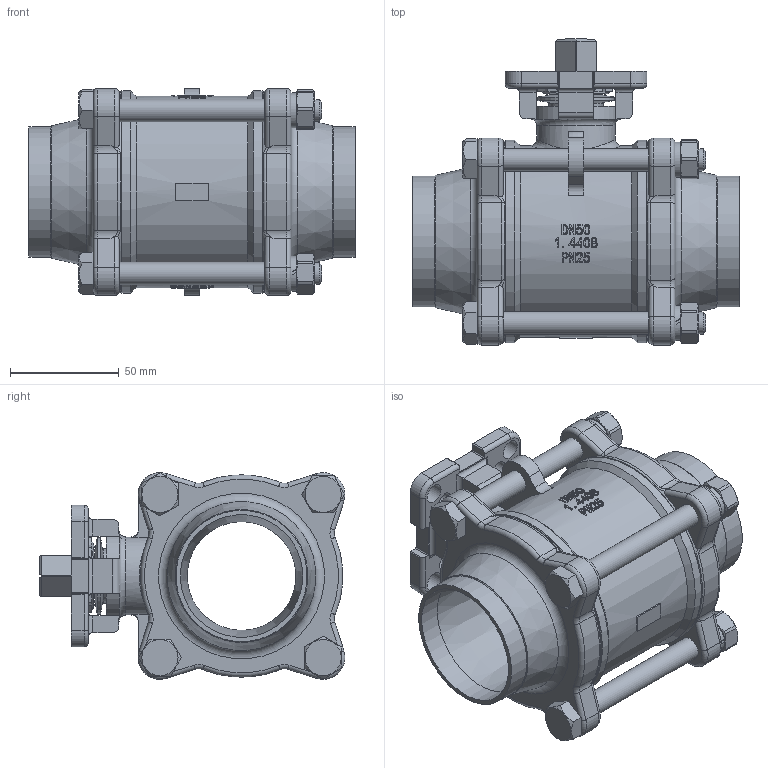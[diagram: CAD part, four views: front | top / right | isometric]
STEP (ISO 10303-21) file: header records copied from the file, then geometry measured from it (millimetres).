
FILE_DESCRIPTION (( 'STEP AP203' ), '1' );
FILE_NAME ('×°ÅäÌå2-900131450040202.STEP', '2026-02-03T06:49:55', ( '' ), ( '' ), 'SwSTEP 2.0', 'SolidWorks 2019', '' );
FILE_SCHEMA (( 'CONFIG_CONTROL_DESIGN' ));
Length unit declared in the file: millimetre
Products named in the file (1): 蚾饜极2-900131450040202
Bounding box: 149.8 x 140.47 x 94.94 mm (x, y, z)
Volume: 587159.8 mm3; surface area: 150420.6 mm2
Topology: 21 solids, 21 shells, 910 faces, 2283 edges, 1455 vertices
Faces by surface type: plane 395, cylinder 245, bspline 113, cone 93, torus 61, sphere 3
Full cylindrical faces by diameter (mm): 7 x4, 8.376 x4, 9 x4, 10 x4, 10.4 x4, 10.8 x2, 10.9 x4, 11 x8, 16 x1, 16.1 x4, 17.462 x1, 19 x2, 19.18 x2, 19.3 x1, 24.9 x1, 25 x2, 35.3 x2, 36 x1, 40 x1, 50 x1, 56.3 x2, 60.3 x2, 61 x2, 88 x1, 93 x2
Entity records: 53919 total; most frequent: CARTESIAN_POINT 33675, ORIENTED_EDGE 4248, DIRECTION 3804, EDGE_CURVE 2124, AXIS2_PLACEMENT_3D 1468, VERTEX_POINT 1423, EDGE_LOOP 1145, FACE_OUTER_BOUND 983
